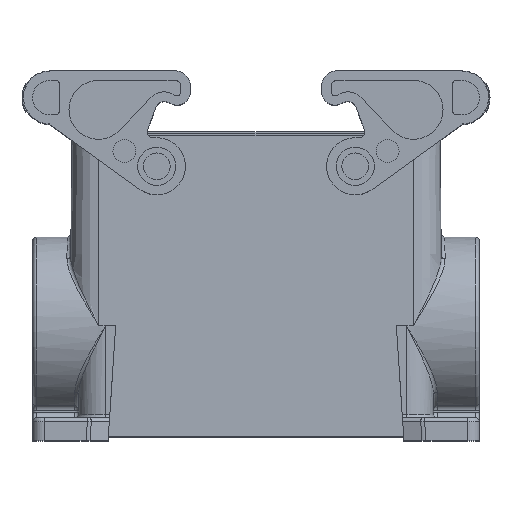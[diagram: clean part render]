
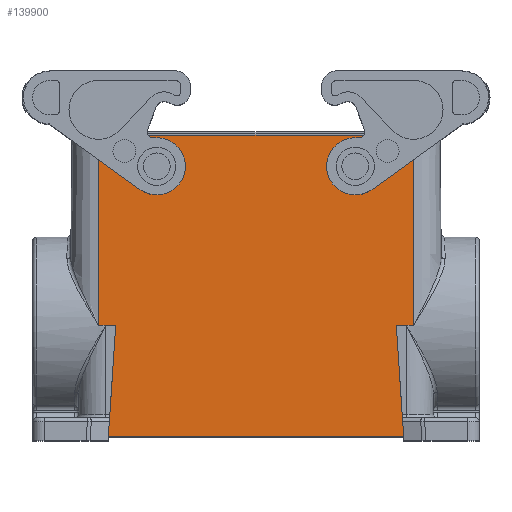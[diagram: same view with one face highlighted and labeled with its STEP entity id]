
A CAD part, top view. The second image highlights one B-rep face of the part: STEP entity #139900.
In plain terms, the highlighted planar face has unit normal (0, 0.009, 1).
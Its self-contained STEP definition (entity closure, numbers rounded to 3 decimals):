
#1650=CARTESIAN_POINT('',(-57.247,23.6,23.));
#1660=VERTEX_POINT('',#1650);
#2180=CARTESIAN_POINT('',(25.253,23.6,23.));
#2190=VERTEX_POINT('',#2180);
#2220=CARTESIAN_POINT('',(0.,23.6,23.));
#2230=DIRECTION('',(1.,0.,0.));
#2240=VECTOR('',#2230,1.);
#2250=LINE('',#2220,#2240);
#2260=EDGE_CURVE('',#1660,#2190,#2250,.T.);
#50620=CARTESIAN_POINT('',(-55.497,-26.195,
23.435));
#50630=VERTEX_POINT('',#50620);
#50660=CARTESIAN_POINT('',(-5.493,-26.195,
23.435));
#50670=DIRECTION('',(1.,0.,0.));
#50680=VECTOR('',#50670,1.);
#50690=LINE('',#50660,#50680);
#50700=CARTESIAN_POINT('',(-52.754,-26.195,
23.435));
#50710=VERTEX_POINT('',#50700);
#50720=EDGE_CURVE('',#50630,#50710,#50690,.T.);
#50900=CARTESIAN_POINT('',(-57.247,23.6,23.));
#50910=DIRECTION('',(0.,-1.,
0.009));
#50920=VECTOR('',#50910,802.151);
#50930=LINE('',#50900,#50920);
#50940=CARTESIAN_POINT('',(-57.247,-26.195,
23.435));
#50950=VERTEX_POINT('',#50940);
#50960=EDGE_CURVE('',#1660,#50950,#50930,.T.);
#52870=CARTESIAN_POINT('',(-54.329,-50.01,
23.642));
#52880=VERTEX_POINT('',#52870);
#62450=CARTESIAN_POINT('',(-51.022,0.,23.206));
#62460=DIRECTION('',(0.066,0.998,
-0.009));
#62470=VECTOR('',#62460,1.);
#62480=LINE('',#62450,#62470);
#62490=CARTESIAN_POINT('',(-54.686,-55.4,23.689
));
#62500=VERTEX_POINT('',#62490);
#62510=EDGE_CURVE('',#62500,#52880,#62480,.T.);
#71770=CARTESIAN_POINT('',(-51.022,0.002,
23.206));
#71780=DIRECTION('',(0.066,0.998,
-0.009));
#71790=VECTOR('',#71780,1.);
#71800=LINE('',#71770,#71790);
#71810=EDGE_CURVE('',#52880,#50710,#71800,.T.);
#106670=CARTESIAN_POINT('',(20.761,-26.195,
23.435));
#106680=VERTEX_POINT('',#106670);
#106710=CARTESIAN_POINT('',(-26.5,-26.195,23.435));
#106720=DIRECTION('',(-1.,0.,0.));
#106730=VECTOR('',#106720,1.);
#106740=LINE('',#106710,#106730);
#106750=CARTESIAN_POINT('',(23.503,-26.195,
23.435));
#106760=VERTEX_POINT('',#106750);
#106770=EDGE_CURVE('',#106760,#106680,#106740,.T.);
#107170=CARTESIAN_POINT('',(25.253,23.6,23.));
#107180=DIRECTION('',(0.,-1.,
0.009));
#107190=VECTOR('',#107180,802.151);
#107200=LINE('',#107170,#107190);
#107210=CARTESIAN_POINT('',(25.253,-26.195,
23.435));
#107220=VERTEX_POINT('',#107210);
#107230=EDGE_CURVE('',#2190,#107220,#107200,.T.);
#127670=CARTESIAN_POINT('',(22.693,-55.4,23.689))
;
#127680=VERTEX_POINT('',#127670);
#127710=CARTESIAN_POINT('',(19.029,0.,23.206));
#127720=DIRECTION('',(-0.066,0.998,
-0.009));
#127730=VECTOR('',#127720,1.);
#127740=LINE('',#127710,#127730);
#127750=CARTESIAN_POINT('',(22.336,-50.01,
23.642));
#127760=VERTEX_POINT('',#127750);
#127770=EDGE_CURVE('',#127680,#127760,#127740,.T.);
#139140=CARTESIAN_POINT('',(0.,-55.4,23.689));
#139150=DIRECTION('',(1.,0.,0.));
#139160=VECTOR('',#139150,1.);
#139170=LINE('',#139140,#139160);
#139180=EDGE_CURVE('',#62500,#127680,#139170,.T.);
#139260=CARTESIAN_POINT('',(-74.247,1.601,
23.192));
#139270=DIRECTION('',(0.,0.009,
1.));
#139280=DIRECTION('',(1.,0.,0.));
#139290=AXIS2_PLACEMENT_3D('',#139260,#139270,#139280);
#139300=PLANE('',#139290);
#139310=CARTESIAN_POINT('',(10.003,15.5,23.071))
;
#139320=DIRECTION('',(0.,0.009,
1.));
#139330=DIRECTION('',(0.,1.,
-0.009));
#139340=AXIS2_PLACEMENT_3D('',#139310,#139320,#139330);
#139350=ELLIPSE('',#139340,3.5,3.5);
#139360=CARTESIAN_POINT('',(13.503,15.5,23.071))
;
#139370=VERTEX_POINT('',#139360);
#139380=CARTESIAN_POINT('',(6.503,15.5,23.071));
#139390=VERTEX_POINT('',#139380);
#139400=EDGE_CURVE('',#139370,#139390,#139350,.T.);
#139410=ORIENTED_EDGE('',*,*,#139400,.F.);
#139420=EDGE_CURVE('',#139390,#139370,#139350,.T.);
#139430=ORIENTED_EDGE('',*,*,#139420,.F.);
#139440=EDGE_LOOP('',(#139430,#139410));
#139450=FACE_BOUND('',#139440,.T.);
#139460=CARTESIAN_POINT('',(-41.997,15.5,23.071)
);
#139470=DIRECTION('',(0.,0.009,
1.));
#139480=DIRECTION('',(0.,1.,
-0.009));
#139490=AXIS2_PLACEMENT_3D('',#139460,#139470,#139480);
#139500=ELLIPSE('',#139490,3.5,3.5);
#139510=CARTESIAN_POINT('',(-45.497,15.5,23.071)
);
#139520=VERTEX_POINT('',#139510);
#139530=CARTESIAN_POINT('',(-38.497,15.5,23.071)
);
#139540=VERTEX_POINT('',#139530);
#139550=EDGE_CURVE('',#139520,#139540,#139500,.T.);
#139560=ORIENTED_EDGE('',*,*,#139550,.F.);
#139570=EDGE_CURVE('',#139540,#139520,#139500,.T.);
#139580=ORIENTED_EDGE('',*,*,#139570,.F.);
#139590=EDGE_LOOP('',(#139580,#139560));
#139600=FACE_BOUND('',#139590,.T.);
#139610=ORIENTED_EDGE('',*,*,#62510,.F.);
#139620=ORIENTED_EDGE('',*,*,#71810,.F.);
#139630=ORIENTED_EDGE('',*,*,#50720,.T.);
#139640=CARTESIAN_POINT('',(-67.054,-26.195,
23.435));
#139650=DIRECTION('',(-1.,0.,0.));
#139660=VECTOR('',#139650,1.);
#139670=LINE('',#139640,#139660);
#139680=EDGE_CURVE('',#50630,#50950,#139670,.T.);
#139690=ORIENTED_EDGE('',*,*,#139680,.F.);
#139700=ORIENTED_EDGE('',*,*,#50960,.T.);
#139710=ORIENTED_EDGE('',*,*,#2260,.F.);
#139720=ORIENTED_EDGE('',*,*,#107230,.F.);
#139730=CARTESIAN_POINT('',(35.061,-26.195,
23.435));
#139740=DIRECTION('',(1.,0.,0.));
#139750=VECTOR('',#139740,1.);
#139760=LINE('',#139730,#139750);
#139770=EDGE_CURVE('',#106760,#107220,#139760,.T.);
#139780=ORIENTED_EDGE('',*,*,#139770,.T.);
#139790=ORIENTED_EDGE('',*,*,#106770,.F.);
#139800=CARTESIAN_POINT('',(19.029,0.002,
23.206));
#139810=DIRECTION('',(-0.066,0.998,
-0.009));
#139820=VECTOR('',#139810,1.);
#139830=LINE('',#139800,#139820);
#139840=EDGE_CURVE('',#127760,#106680,#139830,.T.);
#139850=ORIENTED_EDGE('',*,*,#139840,.T.);
#139860=ORIENTED_EDGE('',*,*,#127770,.T.);
#139870=ORIENTED_EDGE('',*,*,#139180,.T.);
#139880=EDGE_LOOP('',(#139870,#139860,#139850,#139790,#139780,#139720,
#139710,#139700,#139690,#139630,#139620,#139610));
#139890=FACE_OUTER_BOUND('',#139880,.T.);
#139900=ADVANCED_FACE('',(#139450,#139600,#139890),#139300,.T.);
